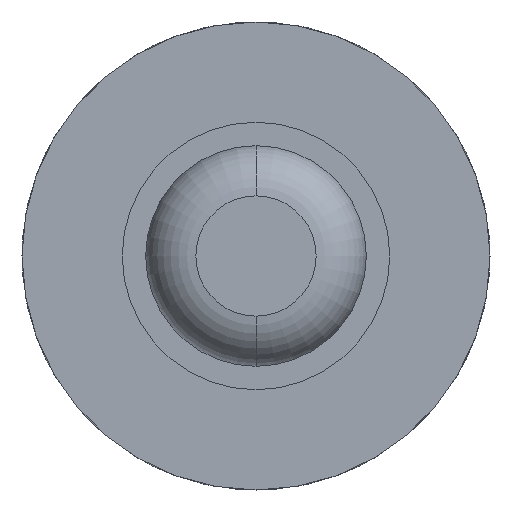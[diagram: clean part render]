
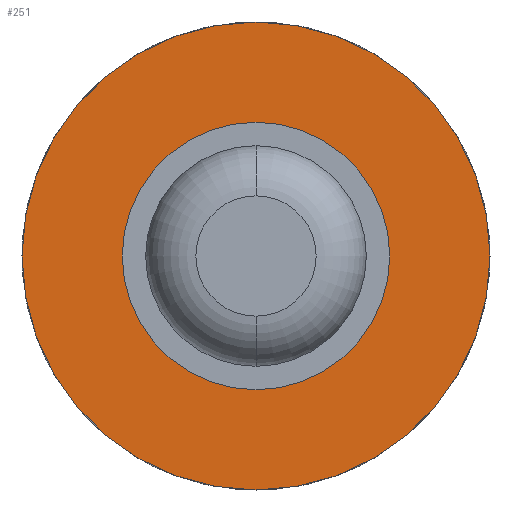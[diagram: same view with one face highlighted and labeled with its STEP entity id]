
A CAD part, front view. The second image highlights one B-rep face of the part: STEP entity #251.
In plain terms, the highlighted planar face has unit normal (0, -1, 0).
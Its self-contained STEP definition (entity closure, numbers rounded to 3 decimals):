
#220 = CARTESIAN_POINT ( 'NONE',  ( 0., 5.3, 1.75 ) ) ;
#251 = ADVANCED_FACE ( 'Defeature ausgef�hrt1_21', ( #2903, #595 ), #2827, .T. ) ;
#354 = AXIS2_PLACEMENT_3D ( 'NONE', #2686, #803, #2276 ) ;
#595 = FACE_BOUND ( 'NONE', #1590, .T. ) ;
#692 = ORIENTED_EDGE ( 'NONE', *, *, #5158, .T. ) ;
#752 = AXIS2_PLACEMENT_3D ( 'NONE', #931, #5176, #1868 ) ;
#803 = DIRECTION ( 'NONE',  ( 0., -1., 0. ) ) ;
#878 = DIRECTION ( 'NONE',  ( 0., -1., 0. ) ) ;
#931 = CARTESIAN_POINT ( 'NONE',  ( 0., 5.3, 0. ) ) ;
#1010 = DIRECTION ( 'NONE',  ( 0., -1., 0. ) ) ;
#1029 = AXIS2_PLACEMENT_3D ( 'NONE', #2290, #878, #5184 ) ;
#1106 = VERTEX_POINT ( 'NONE', #5512 ) ;
#1590 = EDGE_LOOP ( 'NONE', ( #2237, #5748 ) ) ;
#1868 = DIRECTION ( 'NONE',  ( 0., 0., -1. ) ) ;
#1950 = EDGE_CURVE ( 'Defeature ausgef�hrt1_0+Defeature ausgef�hrt1_21+Defeature ausgef�hrt1_21+Defeature ausgef�hrt1_21', #1106, #2279, #2509, .T. ) ;
#2166 = CIRCLE ( 'NONE', #354, 1.75 ) ;
#2237 = ORIENTED_EDGE ( 'NONE', *, *, #4230, .F. ) ;
#2276 = DIRECTION ( 'NONE',  ( 0., 0., -1. ) ) ;
#2279 = VERTEX_POINT ( 'NONE', #3072 ) ;
#2290 = CARTESIAN_POINT ( 'NONE',  ( 1.75, 5.3, 0. ) ) ;
#2326 = VERTEX_POINT ( 'NONE', #220 ) ;
#2509 = CIRCLE ( 'NONE', #3045, 0.5 ) ;
#2686 = CARTESIAN_POINT ( 'NONE',  ( 0., 5.3, 0. ) ) ;
#2827 = PLANE ( 'NONE',  #1029 ) ;
#2903 = FACE_OUTER_BOUND ( 'NONE', #3920, .T. ) ;
#3045 = AXIS2_PLACEMENT_3D ( 'NONE', #4425, #1010, #5299 ) ;
#3072 = CARTESIAN_POINT ( 'NONE',  ( 0., 5.3, -0.5 ) ) ;
#3124 = CIRCLE ( 'NONE', #752, 1.75 ) ;
#3750 = AXIS2_PLACEMENT_3D ( 'NONE', #4295, #6160, #5164 ) ;
#3920 = EDGE_LOOP ( 'NONE', ( #692, #3934 ) ) ;
#3934 = ORIENTED_EDGE ( 'NONE', *, *, #4452, .T. ) ;
#3958 = CIRCLE ( 'NONE', #3750, 0.5 ) ;
#4230 = EDGE_CURVE ( 'Defeature ausgef�hrt1_0+Defeature ausgef�hrt1_21+Defeature ausgef�hrt1_21+Defeature ausgef�hrt1_21', #2279, #1106, #3958, .T. ) ;
#4295 = CARTESIAN_POINT ( 'NONE',  ( 0., 5.3, 0. ) ) ;
#4425 = CARTESIAN_POINT ( 'NONE',  ( 0., 5.3, 0. ) ) ;
#4452 = EDGE_CURVE ( 'Defeature ausgef�hrt1_21+Defeature ausgef�hrt1_22+Defeature ausgef�hrt1_22+Defeature ausgef�hrt1_22', #2326, #4917, #2166, .T. ) ;
#4917 = VERTEX_POINT ( 'NONE', #5734 ) ;
#5158 = EDGE_CURVE ( 'Defeature ausgef�hrt1_21+Defeature ausgef�hrt1_22+Defeature ausgef�hrt1_22+Defeature ausgef�hrt1_22', #4917, #2326, #3124, .T. ) ;
#5164 = DIRECTION ( 'NONE',  ( 0., 0., -1. ) ) ;
#5176 = DIRECTION ( 'NONE',  ( 0., -1., 0. ) ) ;
#5184 = DIRECTION ( 'NONE',  ( 0., 0., -1. ) ) ;
#5299 = DIRECTION ( 'NONE',  ( 0., 0., -1. ) ) ;
#5512 = CARTESIAN_POINT ( 'NONE',  ( 0., 5.3, 0.5 ) ) ;
#5734 = CARTESIAN_POINT ( 'NONE',  ( 0., 5.3, -1.75 ) ) ;
#5748 = ORIENTED_EDGE ( 'NONE', *, *, #1950, .F. ) ;
#6160 = DIRECTION ( 'NONE',  ( 0., -1., 0. ) ) ;
